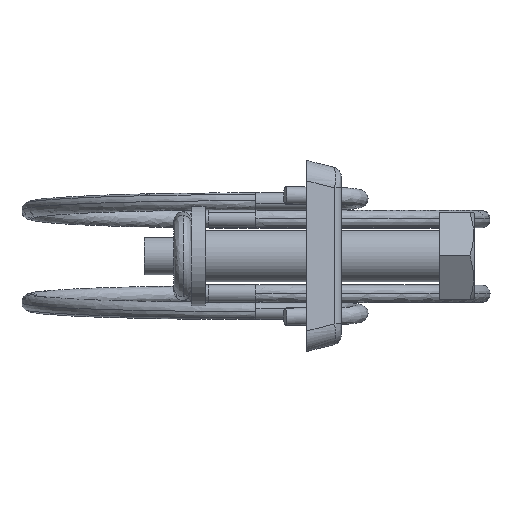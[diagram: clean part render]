
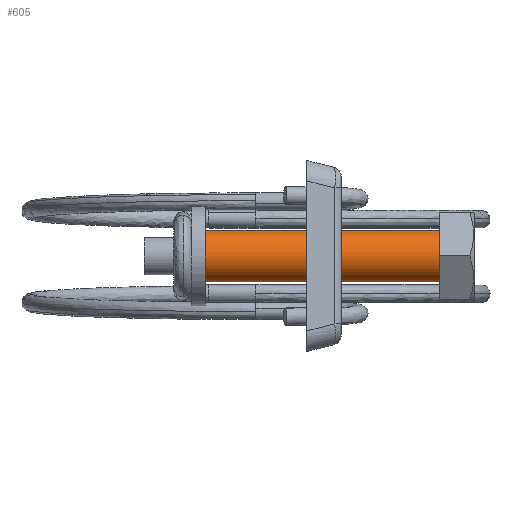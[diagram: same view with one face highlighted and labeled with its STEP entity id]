
A CAD part, top view. The second image highlights one B-rep face of the part: STEP entity #605.
In plain terms, the highlighted free-form (B-spline) face has degree [2, 1] with [5, 2] control points.
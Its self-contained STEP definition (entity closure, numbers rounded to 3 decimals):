
#442=CARTESIAN_POINT('',(0.,2.979,0.354));
#443=VERTEX_POINT('',#442);
#461=CARTESIAN_POINT('',(0.,-2.994,-0.183));
#462=VERTEX_POINT('',#461);
#476=CARTESIAN_POINT('',(-27.0,-2.994,-0.183));
#477=VERTEX_POINT('',#476);
#478=CARTESIAN_POINT('',(0.,-2.994,-0.183));
#479=CARTESIAN_POINT('',(-27.0,-2.994,-0.183));
#480=QUASI_UNIFORM_CURVE('',1,(#478,#479),.UNSPECIFIED.,.F.,.U.);
#481=EDGE_CURVE('',#462,#477,#480,.T.);
#498=CARTESIAN_POINT('',(-27.0,2.979,0.354));
#499=VERTEX_POINT('',#498);
#515=CARTESIAN_POINT('',(0.,2.979,0.354));
#516=CARTESIAN_POINT('',(-27.0,2.979,0.354));
#517=QUASI_UNIFORM_CURVE('',1,(#515,#516),.UNSPECIFIED.,.F.,.U.);
#518=EDGE_CURVE('',#443,#499,#517,.T.);
#523=CARTESIAN_POINT('',(0.675,-2.994,-0.183));
#524=CARTESIAN_POINT('',(0.675,-3.178,2.811));
#525=CARTESIAN_POINT('',(0.675,-0.183,2.994));
#526=CARTESIAN_POINT('',(0.675,2.645,3.167));
#527=CARTESIAN_POINT('',(0.675,2.979,0.354));
#528=CARTESIAN_POINT('',(-27.692,-2.994,-0.183));
#529=CARTESIAN_POINT('',(-27.692,-3.178,2.811));
#530=CARTESIAN_POINT('',(-27.692,-0.183,2.994));
#531=CARTESIAN_POINT('',(-27.692,2.645,3.167));
#532=CARTESIAN_POINT('',(-27.692,2.979,0.354));
#540=(BOUNDED_SURFACE()B_SPLINE_SURFACE(2,1,((#523,#528),(#524,#529),(#525,#530),(#526,#531),(#527,#532)),.UNSPECIFIED.,.F.,.F.,.U.)B_SPLINE_SURFACE_WITH_KNOTS((3,2,3),(2,2),(0.0,4.971,9.742),(0.0,28.367),.UNSPECIFIED.)GEOMETRIC_REPRESENTATION_ITEM()RATIONAL_B_SPLINE_SURFACE(((1.0,1.0),(0.707,0.707),(1.0,1.0),(0.719,0.719),(0.978,0.978)))REPRESENTATION_ITEM('')SURFACE());
#541=CARTESIAN_POINT('',(0.0,0.0,3.));
#542=VERTEX_POINT('',#541);
#543=CARTESIAN_POINT('',(0.0,0.0,3.));
#544=CARTESIAN_POINT('',(0.0,2.665,3.));
#545=CARTESIAN_POINT('',(0.,2.979,0.354));
#553=(BOUNDED_CURVE()B_SPLINE_CURVE(2,(#543,#544,#545),.UNSPECIFIED.,.F.,.U.)B_SPLINE_CURVE_WITH_KNOTS((3,3),(0.5,0.73),.UNSPECIFIED.)CURVE()GEOMETRIC_REPRESENTATION_ITEM()RATIONAL_B_SPLINE_CURVE((1.0,0.731,0.956))REPRESENTATION_ITEM(''));
#554=EDGE_CURVE('',#542,#443,#553,.T.);
#555=ORIENTED_EDGE('',*,*,#554,.T.);
#556=ORIENTED_EDGE('',*,*,#518,.T.);
#557=CARTESIAN_POINT('',(-27.0,0.0,3.));
#558=VERTEX_POINT('',#557);
#559=CARTESIAN_POINT('',(-27.0,0.0,3.));
#560=CARTESIAN_POINT('',(-27.0,2.665,3.));
#561=CARTESIAN_POINT('',(-27.,2.979,0.354));
#569=(BOUNDED_CURVE()B_SPLINE_CURVE(2,(#559,#560,#561),.UNSPECIFIED.,.F.,.U.)B_SPLINE_CURVE_WITH_KNOTS((3,3),(0.0,0.23),.UNSPECIFIED.)CURVE()GEOMETRIC_REPRESENTATION_ITEM()RATIONAL_B_SPLINE_CURVE((1.0,0.731,0.956))REPRESENTATION_ITEM(''));
#570=EDGE_CURVE('',#558,#499,#569,.T.);
#571=ORIENTED_EDGE('',*,*,#570,.F.);
#572=CARTESIAN_POINT('',(-27.,-2.994,-0.183));
#573=CARTESIAN_POINT('',(-27.,-3.,-0.092));
#574=CARTESIAN_POINT('',(-27.0,-3.,0.0));
#575=CARTESIAN_POINT('',(-27.0,-3.,3.));
#576=CARTESIAN_POINT('',(-27.0,0.0,3.));
#584=(BOUNDED_CURVE()B_SPLINE_CURVE(2,(#572,#573,#574,#575,#576),.UNSPECIFIED.,.F.,.U.)B_SPLINE_CURVE_WITH_KNOTS((3,2,3),(0.739,0.75,1.0),.UNSPECIFIED.)CURVE()GEOMETRIC_REPRESENTATION_ITEM()RATIONAL_B_SPLINE_CURVE((0.976,0.988,1.0,0.707,1.0))REPRESENTATION_ITEM(''));
#585=EDGE_CURVE('',#477,#558,#584,.T.);
#586=ORIENTED_EDGE('',*,*,#585,.F.);
#587=ORIENTED_EDGE('',*,*,#481,.F.);
#588=CARTESIAN_POINT('',(0.,-2.994,-0.183));
#589=CARTESIAN_POINT('',(0.0,-3.,-0.092));
#590=CARTESIAN_POINT('',(0.0,-3.,0.0));
#591=CARTESIAN_POINT('',(0.0,-3.,3.));
#592=CARTESIAN_POINT('',(0.0,0.0,3.));
#600=(BOUNDED_CURVE()B_SPLINE_CURVE(2,(#588,#589,#590,#591,#592),.UNSPECIFIED.,.F.,.U.)B_SPLINE_CURVE_WITH_KNOTS((3,2,3),(0.239,0.25,0.5),.UNSPECIFIED.)CURVE()GEOMETRIC_REPRESENTATION_ITEM()RATIONAL_B_SPLINE_CURVE((0.976,0.988,1.0,0.707,1.0))REPRESENTATION_ITEM(''));
#601=EDGE_CURVE('',#462,#542,#600,.T.);
#602=ORIENTED_EDGE('',*,*,#601,.T.);
#603=EDGE_LOOP('',(#555,#556,#571,#586,#587,#602));
#604=FACE_OUTER_BOUND('',#603,.T.);
#605=ADVANCED_FACE('',(#604),#540,.T.);
